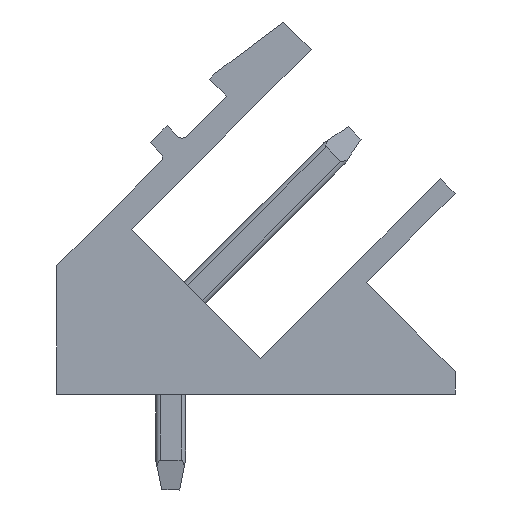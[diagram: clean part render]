
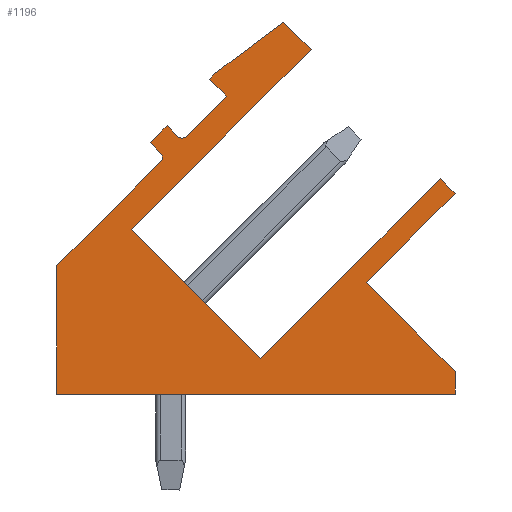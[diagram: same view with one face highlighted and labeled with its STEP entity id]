
A CAD part, left-side view. The second image highlights one B-rep face of the part: STEP entity #1196.
In plain terms, the highlighted planar face has unit normal (-1, 0, 0).
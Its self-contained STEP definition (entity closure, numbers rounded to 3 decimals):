
#573=AXIS2_PLACEMENT_3D('Circle Axis2P3D',#571,#572,$) ;
#697=AXIS2_PLACEMENT_3D('Circle Axis2P3D',#695,#696,$) ;
#1172=AXIS2_PLACEMENT_3D('Plane Axis2P3D',#1169,#1170,#1171) ;
#49=CARTESIAN_POINT('Vertex',(0.,6.505,4.385)) ;
#52=CARTESIAN_POINT('Line Origine',(0.,3.5,7.39)) ;
#56=CARTESIAN_POINT('Vertex',(0.,0.495,10.395)) ;
#87=CARTESIAN_POINT('Vertex',(0.,10.819,8.698)) ;
#90=CARTESIAN_POINT('Line Origine',(0.,8.662,6.541)) ;
#382=CARTESIAN_POINT('Vertex',(0.,4.808,14.708)) ;
#385=CARTESIAN_POINT('Line Origine',(0.,7.814,11.703)) ;
#413=CARTESIAN_POINT('Vertex',(0.,5.728,15.628)) ;
#416=CARTESIAN_POINT('Line Origine',(0.,5.268,15.168)) ;
#444=CARTESIAN_POINT('Vertex',(0.,7.99,13.931)) ;
#447=CARTESIAN_POINT('Line Origine',(0.,6.859,14.779)) ;
#475=CARTESIAN_POINT('Vertex',(0.,8.202,13.718)) ;
#478=CARTESIAN_POINT('Line Origine',(0.,8.096,13.824)) ;
#506=CARTESIAN_POINT('Vertex',(0.,7.637,13.153)) ;
#509=CARTESIAN_POINT('Line Origine',(0.,7.92,13.436)) ;
#537=CARTESIAN_POINT('Vertex',(0.,8.98,11.809)) ;
#540=CARTESIAN_POINT('Line Origine',(0.,8.309,12.481)) ;
#568=CARTESIAN_POINT('Vertex',(0.,9.263,11.809)) ;
#571=CARTESIAN_POINT('Axis2P3D Location',(0.,9.122,11.951)) ;
#599=CARTESIAN_POINT('Vertex',(0.,9.617,12.163)) ;
#602=CARTESIAN_POINT('Line Origine',(0.,9.44,11.986)) ;
#630=CARTESIAN_POINT('Vertex',(0.,10.182,11.597)) ;
#633=CARTESIAN_POINT('Line Origine',(0.,9.899,11.88)) ;
#661=CARTESIAN_POINT('Vertex',(0.,9.829,11.244)) ;
#664=CARTESIAN_POINT('Line Origine',(0.,10.006,11.42)) ;
#692=CARTESIAN_POINT('Vertex',(0.,9.829,10.961)) ;
#695=CARTESIAN_POINT('Axis2P3D Location',(0.,9.97,11.102)) ;
#718=CARTESIAN_POINT('Vertex',(0.,13.3,7.489)) ;
#721=CARTESIAN_POINT('Line Origine',(0.,11.564,9.225)) ;
#749=CARTESIAN_POINT('Vertex',(0.,13.3,3.2)) ;
#752=CARTESIAN_POINT('Line Origine',(0.,13.3,5.345)) ;
#780=CARTESIAN_POINT('Vertex',(0.,0.,3.2)) ;
#783=CARTESIAN_POINT('Line Origine',(0.,6.65,3.2)) ;
#1075=CARTESIAN_POINT('Vertex',(0.,0.,3.96)) ;
#1078=CARTESIAN_POINT('Line Origine',(0.,0.,3.58)) ;
#1106=CARTESIAN_POINT('Vertex',(0.,2.97,6.93)) ;
#1109=CARTESIAN_POINT('Line Origine',(0.,1.485,5.445)) ;
#1137=CARTESIAN_POINT('Vertex',(0.,0.,9.9)) ;
#1140=CARTESIAN_POINT('Line Origine',(0.,1.485,8.415)) ;
#1157=CARTESIAN_POINT('Line Origine',(0.,0.247,10.147)) ;
#1169=CARTESIAN_POINT('Axis2P3D Location',(0.,0.,0.)) ;
#53=DIRECTION('Vector Direction',(0.,0.707,-0.707)) ;
#91=DIRECTION('Vector Direction',(0.,-0.707,-0.707)) ;
#386=DIRECTION('Vector Direction',(0.,-0.707,0.707)) ;
#417=DIRECTION('Vector Direction',(0.,-0.707,-0.707)) ;
#448=DIRECTION('Vector Direction',(0.,-0.8,0.6)) ;
#479=DIRECTION('Vector Direction',(0.,-0.707,0.707)) ;
#510=DIRECTION('Vector Direction',(0.,0.707,0.707)) ;
#541=DIRECTION('Vector Direction',(0.,-0.707,0.707)) ;
#572=DIRECTION('Axis2P3D Direction',(-1.,0.,0.)) ;
#603=DIRECTION('Vector Direction',(0.,-0.707,-0.707)) ;
#634=DIRECTION('Vector Direction',(0.,-0.707,0.707)) ;
#665=DIRECTION('Vector Direction',(0.,0.707,0.707)) ;
#696=DIRECTION('Axis2P3D Direction',(-1.,0.,0.)) ;
#722=DIRECTION('Vector Direction',(0.,-0.707,0.707)) ;
#753=DIRECTION('Vector Direction',(0.,0.,1.)) ;
#784=DIRECTION('Vector Direction',(0.,1.,0.)) ;
#1079=DIRECTION('Vector Direction',(0.,0.,-1.)) ;
#1110=DIRECTION('Vector Direction',(0.,-0.707,-0.707)) ;
#1141=DIRECTION('Vector Direction',(0.,0.707,-0.707)) ;
#1158=DIRECTION('Vector Direction',(0.,-0.707,-0.707)) ;
#1170=DIRECTION('Axis2P3D Direction',(-1.,0.,0.)) ;
#1171=DIRECTION('Axis2P3D XDirection',(0.,0.,1.)) ;
#54=VECTOR('Line Direction',#53,1.) ;
#92=VECTOR('Line Direction',#91,1.) ;
#387=VECTOR('Line Direction',#386,1.) ;
#418=VECTOR('Line Direction',#417,1.) ;
#449=VECTOR('Line Direction',#448,1.) ;
#480=VECTOR('Line Direction',#479,1.) ;
#511=VECTOR('Line Direction',#510,1.) ;
#542=VECTOR('Line Direction',#541,1.) ;
#604=VECTOR('Line Direction',#603,1.) ;
#635=VECTOR('Line Direction',#634,1.) ;
#666=VECTOR('Line Direction',#665,1.) ;
#723=VECTOR('Line Direction',#722,1.) ;
#754=VECTOR('Line Direction',#753,1.) ;
#785=VECTOR('Line Direction',#784,1.) ;
#1080=VECTOR('Line Direction',#1079,1.) ;
#1111=VECTOR('Line Direction',#1110,1.) ;
#1142=VECTOR('Line Direction',#1141,1.) ;
#1159=VECTOR('Line Direction',#1158,1.) ;
#1175=ORIENTED_EDGE('',*,*,#58,.T.) ;
#1176=ORIENTED_EDGE('',*,*,#94,.T.) ;
#1177=ORIENTED_EDGE('',*,*,#389,.T.) ;
#1178=ORIENTED_EDGE('',*,*,#420,.T.) ;
#1179=ORIENTED_EDGE('',*,*,#451,.T.) ;
#1180=ORIENTED_EDGE('',*,*,#482,.T.) ;
#1181=ORIENTED_EDGE('',*,*,#513,.T.) ;
#1182=ORIENTED_EDGE('',*,*,#544,.T.) ;
#1183=ORIENTED_EDGE('',*,*,#575,.T.) ;
#1184=ORIENTED_EDGE('',*,*,#606,.T.) ;
#1185=ORIENTED_EDGE('',*,*,#637,.T.) ;
#1186=ORIENTED_EDGE('',*,*,#668,.T.) ;
#1187=ORIENTED_EDGE('',*,*,#699,.T.) ;
#1188=ORIENTED_EDGE('',*,*,#725,.T.) ;
#1189=ORIENTED_EDGE('',*,*,#756,.T.) ;
#1190=ORIENTED_EDGE('',*,*,#787,.T.) ;
#1191=ORIENTED_EDGE('',*,*,#1082,.T.) ;
#1192=ORIENTED_EDGE('',*,*,#1113,.T.) ;
#1193=ORIENTED_EDGE('',*,*,#1144,.T.) ;
#1194=ORIENTED_EDGE('',*,*,#1161,.T.) ;
#1196=ADVANCED_FACE('Housing',(#1195),#1173,.T.) ;
#574=CIRCLE('generated circle',#573,0.2) ;
#698=CIRCLE('generated circle',#697,0.2) ;
#58=EDGE_CURVE('',#57,#50,#55,.T.) ;
#94=EDGE_CURVE('',#50,#88,#93,.F.) ;
#389=EDGE_CURVE('',#88,#383,#388,.T.) ;
#420=EDGE_CURVE('',#383,#414,#419,.F.) ;
#451=EDGE_CURVE('',#414,#445,#450,.F.) ;
#482=EDGE_CURVE('',#445,#476,#481,.F.) ;
#513=EDGE_CURVE('',#476,#507,#512,.F.) ;
#544=EDGE_CURVE('',#507,#538,#543,.F.) ;
#575=EDGE_CURVE('',#538,#569,#574,.F.) ;
#606=EDGE_CURVE('',#569,#600,#605,.F.) ;
#637=EDGE_CURVE('',#600,#631,#636,.F.) ;
#668=EDGE_CURVE('',#631,#662,#667,.F.) ;
#699=EDGE_CURVE('',#662,#693,#698,.F.) ;
#725=EDGE_CURVE('',#693,#719,#724,.F.) ;
#756=EDGE_CURVE('',#719,#750,#755,.F.) ;
#787=EDGE_CURVE('',#750,#781,#786,.F.) ;
#1082=EDGE_CURVE('',#781,#1076,#1081,.F.) ;
#1113=EDGE_CURVE('',#1076,#1107,#1112,.F.) ;
#1144=EDGE_CURVE('',#1107,#1138,#1143,.F.) ;
#1161=EDGE_CURVE('',#1138,#57,#1160,.F.) ;
#1174=EDGE_LOOP('',(#1175,#1176,#1177,#1178,#1179,#1180,#1181,#1182,#1183,#1184,#1185,#1186,#1187,#1188,#1189,#1190,#1191,#1192,#1193,#1194)) ;
#1195=FACE_OUTER_BOUND('',#1174,.T.) ;
#55=LINE('Line',#52,#54) ;
#93=LINE('Line',#90,#92) ;
#388=LINE('Line',#385,#387) ;
#419=LINE('Line',#416,#418) ;
#450=LINE('Line',#447,#449) ;
#481=LINE('Line',#478,#480) ;
#512=LINE('Line',#509,#511) ;
#543=LINE('Line',#540,#542) ;
#605=LINE('Line',#602,#604) ;
#636=LINE('Line',#633,#635) ;
#667=LINE('Line',#664,#666) ;
#724=LINE('Line',#721,#723) ;
#755=LINE('Line',#752,#754) ;
#786=LINE('Line',#783,#785) ;
#1081=LINE('Line',#1078,#1080) ;
#1112=LINE('Line',#1109,#1111) ;
#1143=LINE('Line',#1140,#1142) ;
#1160=LINE('Line',#1157,#1159) ;
#1173=PLANE('',#1172) ;
#50=VERTEX_POINT('',#49) ;
#57=VERTEX_POINT('',#56) ;
#88=VERTEX_POINT('',#87) ;
#383=VERTEX_POINT('',#382) ;
#414=VERTEX_POINT('',#413) ;
#445=VERTEX_POINT('',#444) ;
#476=VERTEX_POINT('',#475) ;
#507=VERTEX_POINT('',#506) ;
#538=VERTEX_POINT('',#537) ;
#569=VERTEX_POINT('',#568) ;
#600=VERTEX_POINT('',#599) ;
#631=VERTEX_POINT('',#630) ;
#662=VERTEX_POINT('',#661) ;
#693=VERTEX_POINT('',#692) ;
#719=VERTEX_POINT('',#718) ;
#750=VERTEX_POINT('',#749) ;
#781=VERTEX_POINT('',#780) ;
#1076=VERTEX_POINT('',#1075) ;
#1107=VERTEX_POINT('',#1106) ;
#1138=VERTEX_POINT('',#1137) ;
